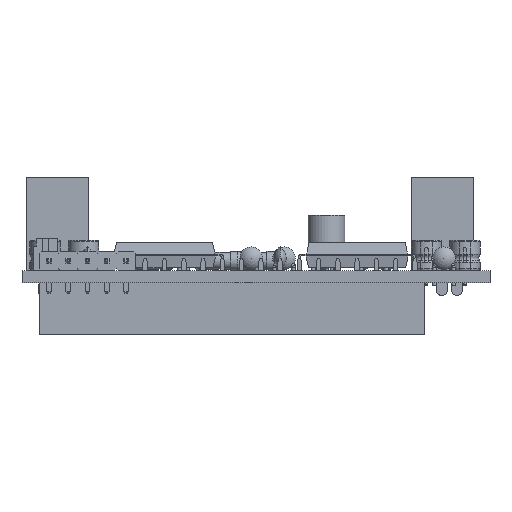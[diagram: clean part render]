
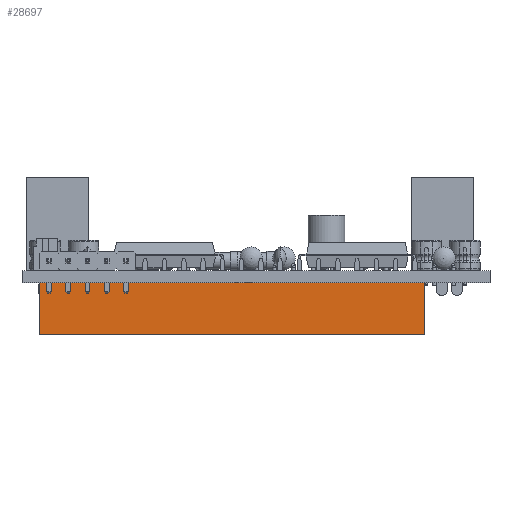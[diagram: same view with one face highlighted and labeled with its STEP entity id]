
A CAD part, front view. The second image highlights one B-rep face of the part: STEP entity #28697.
In plain terms, the highlighted face is planar.
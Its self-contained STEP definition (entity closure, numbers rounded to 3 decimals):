
#28697 = ADVANCED_FACE('',(#28698),#28732,.F.);
#28698 = FACE_BOUND('',#28699,.F.);
#28699 = EDGE_LOOP('',(#28700,#28710,#28718,#28726));
#28700 = ORIENTED_EDGE('',*,*,#28701,.T.);
#28701 = EDGE_CURVE('',#28702,#28704,#28706,.T.);
#28702 = VERTEX_POINT('',#28703);
#28703 = CARTESIAN_POINT('',(1.27,-49.53,0.));
#28704 = VERTEX_POINT('',#28705);
#28705 = CARTESIAN_POINT('',(1.27,-49.53,7.));
#28706 = LINE('',#28707,#28708);
#28707 = CARTESIAN_POINT('',(1.27,-49.53,0.));
#28708 = VECTOR('',#28709,1.);
#28709 = DIRECTION('',(0.,0.,1.));
#28710 = ORIENTED_EDGE('',*,*,#28711,.T.);
#28711 = EDGE_CURVE('',#28704,#28712,#28714,.T.);
#28712 = VERTEX_POINT('',#28713);
#28713 = CARTESIAN_POINT('',(1.27,1.27,7.));
#28714 = LINE('',#28715,#28716);
#28715 = CARTESIAN_POINT('',(1.27,-49.53,7.));
#28716 = VECTOR('',#28717,1.);
#28717 = DIRECTION('',(0.,1.,0.));
#28718 = ORIENTED_EDGE('',*,*,#28719,.F.);
#28719 = EDGE_CURVE('',#28720,#28712,#28722,.T.);
#28720 = VERTEX_POINT('',#28721);
#28721 = CARTESIAN_POINT('',(1.27,1.27,0.));
#28722 = LINE('',#28723,#28724);
#28723 = CARTESIAN_POINT('',(1.27,1.27,0.));
#28724 = VECTOR('',#28725,1.);
#28725 = DIRECTION('',(0.,0.,1.));
#28726 = ORIENTED_EDGE('',*,*,#28727,.F.);
#28727 = EDGE_CURVE('',#28702,#28720,#28728,.T.);
#28728 = LINE('',#28729,#28730);
#28729 = CARTESIAN_POINT('',(1.27,-49.53,0.));
#28730 = VECTOR('',#28731,1.);
#28731 = DIRECTION('',(0.,1.,0.));
#28732 = PLANE('',#28733);
#28733 = AXIS2_PLACEMENT_3D('',#28734,#28735,#28736);
#28734 = CARTESIAN_POINT('',(1.27,-49.53,0.));
#28735 = DIRECTION('',(-1.,0.,0.));
#28736 = DIRECTION('',(0.,1.,0.));
